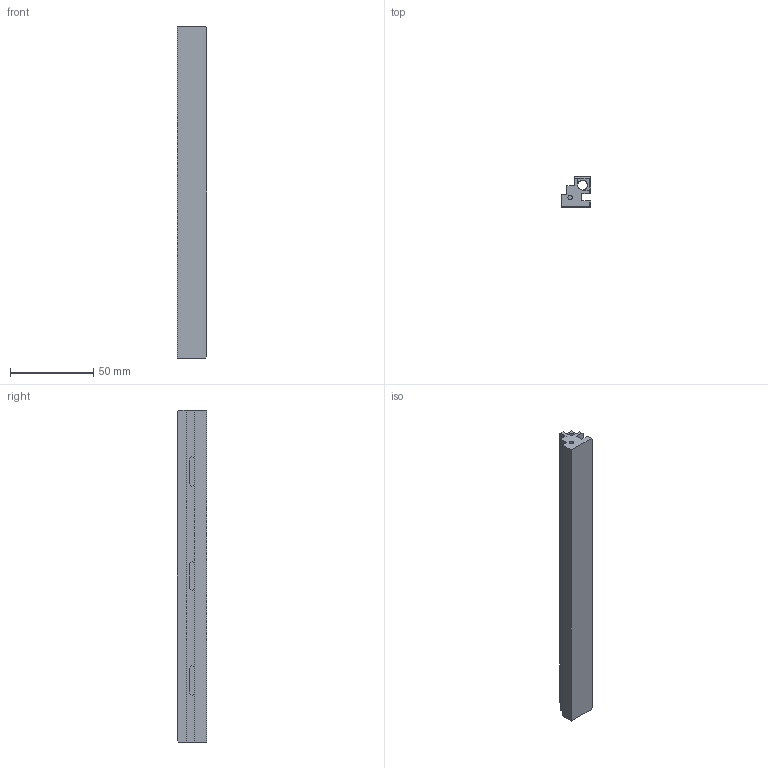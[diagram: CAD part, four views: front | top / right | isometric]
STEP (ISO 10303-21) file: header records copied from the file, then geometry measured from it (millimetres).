
FILE_DESCRIPTION(/* description */ (''),/* implementation_level */ '2;1');
FILE_NAME(/* name */ 'beam_bottom.stp',/* time_stamp */ '2024-01-02T20:58:01+01:00',/* author */ (''),/* organization */ (''),/* preprocessor_version */ 'ST-DEVELOPER v16',/* originating_system */ 'SIEMENS PLM Software NX 11.0',/* authorisation */ '');
FILE_SCHEMA (('AP203_CONFIGURATION_CONTROLLED_3D_DESIGN_OF_MECHANICAL_PARTS_AND_ASSEMBLIES_MIM_LF { 1 0 10303 403 2 1 2}'));
Length unit declared in the file: millimetre
Products named in the file (1): belka1 -bot — otworx
Bounding box: 18 x 18 x 200 mm (x, y, z)
Volume: 41005.2 mm3; surface area: 21412.4 mm2
Topology: 1 solids, 1 shells, 48 faces, 133 edges, 88 vertices
Faces by surface type: plane 45, cylinder 3
Full cylindrical faces by diameter (mm): 2.7 x2, 6 x1
Entity records: 1582 total; most frequent: CARTESIAN_POINT 265, ORIENTED_EDGE 258, DIRECTION 234, EDGE_CURVE 129, LINE 122, VECTOR 122, VERTEX_POINT 87, AXIS2_PLACEMENT_3D 56
